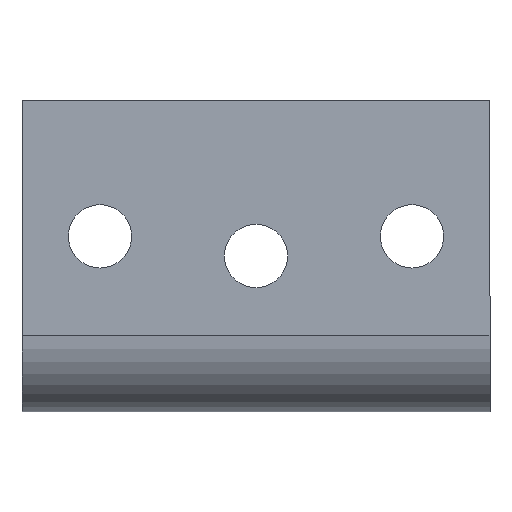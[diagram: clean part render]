
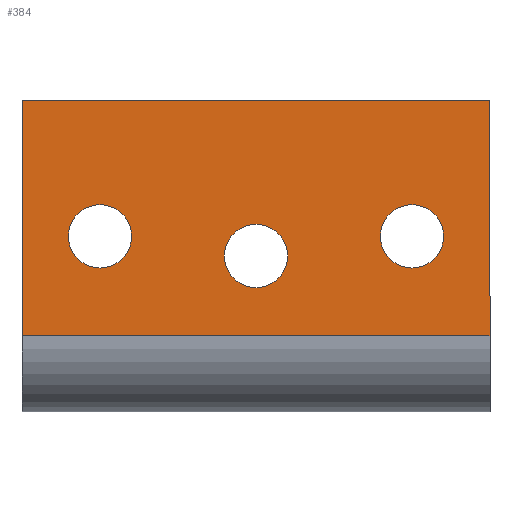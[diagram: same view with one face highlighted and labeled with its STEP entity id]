
A CAD part, front view. The second image highlights one B-rep face of the part: STEP entity #384.
In plain terms, the highlighted planar face has unit normal (0, -1, 0).
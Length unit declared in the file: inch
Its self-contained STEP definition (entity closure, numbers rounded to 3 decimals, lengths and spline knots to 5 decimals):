
#9 = AXIS2_PLACEMENT_3D ( 'NONE', #509, #100, #452 ) ;
#13 = CARTESIAN_POINT ( 'NONE',  ( 0., -1.5, 0.4765 ) ) ;
#24 = DIRECTION ( 'NONE',  ( 0., 0., -1. ) ) ;
#25 = LINE ( 'NONE', #78, #311 ) ;
#28 = CARTESIAN_POINT ( 'NONE',  ( -0.75, -1.5, 0.875 ) ) ;
#60 = VERTEX_POINT ( 'NONE', #13 ) ;
#61 = CIRCLE ( 'NONE', #175, 0.1015 ) ;
#71 = EDGE_CURVE ( 'NONE', #641, #349, #280, .T. ) ;
#78 = CARTESIAN_POINT ( 'NONE',  ( 0.75, -1.5, 0. ) ) ;
#92 = DIRECTION ( 'NONE',  ( 0., 0., 1. ) ) ;
#94 = AXIS2_PLACEMENT_3D ( 'NONE', #136, #484, #620 ) ;
#100 = DIRECTION ( 'NONE',  ( 0., 1., 0. ) ) ;
#101 = EDGE_CURVE ( 'NONE', #720, #511, #732, .T. ) ;
#120 = CIRCLE ( 'NONE', #401, 0.1015 ) ;
#132 = CARTESIAN_POINT ( 'NONE',  ( 0.75, -1.5, 0.875 ) ) ;
#135 = CARTESIAN_POINT ( 'NONE',  ( -0.5, -1.5, 0.438 ) ) ;
#136 = CARTESIAN_POINT ( 'NONE',  ( 0.5, -1.5, 0.438 ) ) ;
#156 = VERTEX_POINT ( 'NONE', #681 ) ;
#157 = CARTESIAN_POINT ( 'NONE',  ( -0.5, -1.5, 0.5395 ) ) ;
#165 = ORIENTED_EDGE ( 'NONE', *, *, #411, .F. ) ;
#174 = ORIENTED_EDGE ( 'NONE', *, *, #758, .F. ) ;
#175 = AXIS2_PLACEMENT_3D ( 'NONE', #316, #689, #752 ) ;
#183 = CIRCLE ( 'NONE', #616, 0.1015 ) ;
#199 = DIRECTION ( 'NONE',  ( 0., 1., 0. ) ) ;
#209 = FACE_BOUND ( 'NONE', #773, .T. ) ;
#226 = DIRECTION ( 'NONE',  ( 0., 1., 0. ) ) ;
#234 = VERTEX_POINT ( 'NONE', #257 ) ;
#257 = CARTESIAN_POINT ( 'NONE',  ( 0., -1.5, 0.2735 ) ) ;
#278 = CARTESIAN_POINT ( 'NONE',  ( 0., -1.5, 0.12 ) ) ;
#280 = LINE ( 'NONE', #132, #385 ) ;
#299 = VERTEX_POINT ( 'NONE', #157 ) ;
#306 = DIRECTION ( 'NONE',  ( 0., 0., 1. ) ) ;
#311 = VECTOR ( 'NONE', #24, 39.37008 ) ;
#314 = DIRECTION ( 'NONE',  ( 0., 0., -1. ) ) ;
#316 = CARTESIAN_POINT ( 'NONE',  ( 0., -1.5, 0.375 ) ) ;
#328 = CIRCLE ( 'NONE', #9, 0.1015 ) ;
#349 = VERTEX_POINT ( 'NONE', #631 ) ;
#350 = FACE_BOUND ( 'NONE', #653, .T. ) ;
#361 = LINE ( 'NONE', #630, #488 ) ;
#362 = CARTESIAN_POINT ( 'NONE',  ( 0.5, -1.5, 0.5395 ) ) ;
#384 = ADVANCED_FACE ( 'NONE', ( #209, #562, #350, #575 ), #561, .T. ) ;
#385 = VECTOR ( 'NONE', #422, 39.37008 ) ;
#401 = AXIS2_PLACEMENT_3D ( 'NONE', #135, #741, #306 ) ;
#411 = EDGE_CURVE ( 'NONE', #734, #641, #361, .T. ) ;
#422 = DIRECTION ( 'NONE',  ( 1., 0., 0. ) ) ;
#437 = CARTESIAN_POINT ( 'NONE',  ( 0., -1.5, 0. ) ) ;
#452 = DIRECTION ( 'NONE',  ( 0., 0., 1. ) ) ;
#461 = EDGE_CURVE ( 'NONE', #615, #299, #328, .T. ) ;
#462 = CARTESIAN_POINT ( 'NONE',  ( -0.5, -1.5, 0.3365 ) ) ;
#469 = CIRCLE ( 'NONE', #498, 0.1015 ) ;
#484 = DIRECTION ( 'NONE',  ( 0., 1., 0. ) ) ;
#488 = VECTOR ( 'NONE', #92, 39.37008 ) ;
#498 = AXIS2_PLACEMENT_3D ( 'NONE', #657, #226, #595 ) ;
#501 = EDGE_CURVE ( 'NONE', #734, #156, #600, .T. ) ;
#509 = CARTESIAN_POINT ( 'NONE',  ( -0.5, -1.5, 0.438 ) ) ;
#511 = VERTEX_POINT ( 'NONE', #526 ) ;
#522 = DIRECTION ( 'NONE',  ( 1., 0., 0. ) ) ;
#525 = EDGE_CURVE ( 'NONE', #234, #60, #469, .T. ) ;
#526 = CARTESIAN_POINT ( 'NONE',  ( 0.5, -1.5, 0.3365 ) ) ;
#527 = ORIENTED_EDGE ( 'NONE', *, *, #525, .T. ) ;
#535 = ORIENTED_EDGE ( 'NONE', *, *, #461, .T. ) ;
#537 = VECTOR ( 'NONE', #522, 39.37008 ) ;
#552 = ORIENTED_EDGE ( 'NONE', *, *, #501, .T. ) ;
#555 = CARTESIAN_POINT ( 'NONE',  ( 0.5, -1.5, 0.438 ) ) ;
#561 = PLANE ( 'NONE',  #756 ) ;
#562 = FACE_BOUND ( 'NONE', #573, .T. ) ;
#573 = EDGE_LOOP ( 'NONE', ( #731, #740 ) ) ;
#575 = FACE_OUTER_BOUND ( 'NONE', #727, .T. ) ;
#595 = DIRECTION ( 'NONE',  ( 0., 0., 1. ) ) ;
#600 = LINE ( 'NONE', #278, #537 ) ;
#615 = VERTEX_POINT ( 'NONE', #462 ) ;
#616 = AXIS2_PLACEMENT_3D ( 'NONE', #555, #199, #627 ) ;
#620 = DIRECTION ( 'NONE',  ( 0., 0., 1. ) ) ;
#627 = DIRECTION ( 'NONE',  ( 0., 0., 1. ) ) ;
#630 = CARTESIAN_POINT ( 'NONE',  ( -0.75, -1.5, 0.875 ) ) ;
#631 = CARTESIAN_POINT ( 'NONE',  ( 0.75, -1.5, 0.875 ) ) ;
#641 = VERTEX_POINT ( 'NONE', #28 ) ;
#653 = EDGE_LOOP ( 'NONE', ( #678, #527 ) ) ;
#657 = CARTESIAN_POINT ( 'NONE',  ( 0., -1.5, 0.375 ) ) ;
#659 = EDGE_CURVE ( 'NONE', #60, #234, #61, .T. ) ;
#668 = ORIENTED_EDGE ( 'NONE', *, *, #71, .F. ) ;
#678 = ORIENTED_EDGE ( 'NONE', *, *, #659, .T. ) ;
#679 = CARTESIAN_POINT ( 'NONE',  ( -0.75, -1.5, 0.12 ) ) ;
#681 = CARTESIAN_POINT ( 'NONE',  ( 0.75, -1.5, 0.12 ) ) ;
#689 = DIRECTION ( 'NONE',  ( 0., 1., 0. ) ) ;
#711 = EDGE_CURVE ( 'NONE', #299, #615, #120, .T. ) ;
#720 = VERTEX_POINT ( 'NONE', #362 ) ;
#727 = EDGE_LOOP ( 'NONE', ( #165, #552, #174, #668 ) ) ;
#731 = ORIENTED_EDGE ( 'NONE', *, *, #101, .T. ) ;
#732 = CIRCLE ( 'NONE', #94, 0.1015 ) ;
#734 = VERTEX_POINT ( 'NONE', #679 ) ;
#740 = ORIENTED_EDGE ( 'NONE', *, *, #755, .T. ) ;
#741 = DIRECTION ( 'NONE',  ( 0., 1., 0. ) ) ;
#748 = DIRECTION ( 'NONE',  ( 0., -1., 0. ) ) ;
#750 = ORIENTED_EDGE ( 'NONE', *, *, #711, .T. ) ;
#752 = DIRECTION ( 'NONE',  ( 0., 0., 1. ) ) ;
#755 = EDGE_CURVE ( 'NONE', #511, #720, #183, .T. ) ;
#756 = AXIS2_PLACEMENT_3D ( 'NONE', #437, #748, #314 ) ;
#758 = EDGE_CURVE ( 'NONE', #349, #156, #25, .T. ) ;
#773 = EDGE_LOOP ( 'NONE', ( #750, #535 ) ) ;
